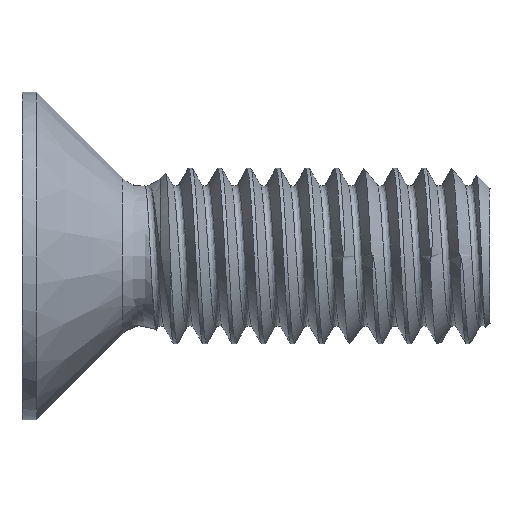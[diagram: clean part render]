
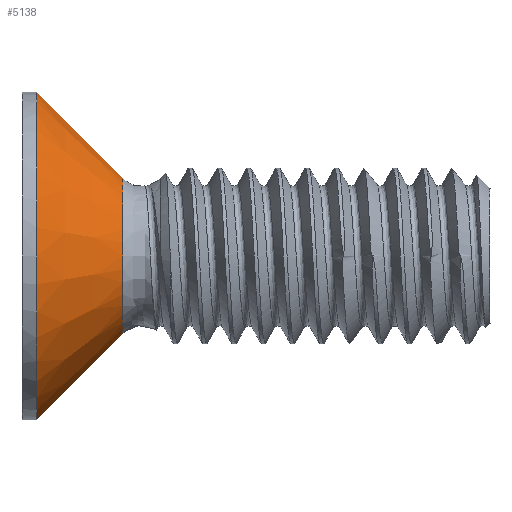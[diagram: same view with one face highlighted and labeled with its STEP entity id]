
A CAD part, front view. The second image highlights one B-rep face of the part: STEP entity #5138.
In plain terms, the highlighted conical face has half-angle 45 degrees and reference radius 2.8 mm.
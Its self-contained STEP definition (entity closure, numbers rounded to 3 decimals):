
#101 = EDGE_CURVE ( 'NONE', #394, #7888, #3043, .T. ) ;
#265 = DIRECTION ( 'NONE',  ( -1., 0., 0. ) ) ;
#323 = DIRECTION ( 'NONE',  ( -1., 0., 0. ) ) ;
#394 = VERTEX_POINT ( 'NONE', #10343 ) ;
#812 = ORIENTED_EDGE ( 'NONE', *, *, #1682, .T. ) ;
#1070 = VECTOR ( 'NONE', #8000, 1000. ) ;
#1605 = CARTESIAN_POINT ( 'NONE',  ( 0.25, 0., 2.8 ) ) ;
#1682 = EDGE_CURVE ( 'NONE', #2298, #7888, #5740, .T. ) ;
#1759 = CARTESIAN_POINT ( 'NONE',  ( 0.25, 0., 2.8 ) ) ;
#2298 = VERTEX_POINT ( 'NONE', #1759 ) ;
#2542 = LINE ( 'NONE', #1605, #1070 ) ;
#2637 = EDGE_LOOP ( 'NONE', ( #5327, #4904, #5190, #812 ) ) ;
#2665 = DIRECTION ( 'NONE',  ( 0., 0., 1. ) ) ;
#2925 = DIRECTION ( 'NONE',  ( 1., 0., 0. ) ) ;
#3043 = LINE ( 'NONE', #4578, #7238 ) ;
#3357 = FACE_OUTER_BOUND ( 'NONE', #2637, .T. ) ;
#4233 = AXIS2_PLACEMENT_3D ( 'NONE', #10112, #2925, #6069 ) ;
#4578 = CARTESIAN_POINT ( 'NONE',  ( 0.25, 0., -2.8 ) ) ;
#4904 = ORIENTED_EDGE ( 'NONE', *, *, #8207, .T. ) ;
#4927 = CONICAL_SURFACE ( 'NONE', #9613, 2.8, 0.785 ) ;
#4936 = CIRCLE ( 'NONE', #6430, 1.325 ) ;
#5138 = ADVANCED_FACE ( 'NONE', ( #3357 ), #4927, .T. ) ;
#5190 = ORIENTED_EDGE ( 'NONE', *, *, #5771, .T. ) ;
#5327 = ORIENTED_EDGE ( 'NONE', *, *, #101, .F. ) ;
#5544 = CARTESIAN_POINT ( 'NONE',  ( 1.725, 0., 1.325 ) ) ;
#5740 = CIRCLE ( 'NONE', #4233, 2.8 ) ;
#5771 = EDGE_CURVE ( 'NONE', #5979, #2298, #2542, .T. ) ;
#5979 = VERTEX_POINT ( 'NONE', #5544 ) ;
#6069 = DIRECTION ( 'NONE',  ( 0., 1., 0. ) ) ;
#6430 = AXIS2_PLACEMENT_3D ( 'NONE', #7325, #265, #8176 ) ;
#6754 = CARTESIAN_POINT ( 'NONE',  ( 0.25, 0., 0. ) ) ;
#7073 = DIRECTION ( 'NONE',  ( -0.707, 0., -0.707 ) ) ;
#7238 = VECTOR ( 'NONE', #7073, 1000. ) ;
#7325 = CARTESIAN_POINT ( 'NONE',  ( 1.725, 0., 0. ) ) ;
#7888 = VERTEX_POINT ( 'NONE', #10278 ) ;
#8000 = DIRECTION ( 'NONE',  ( -0.707, 0., 0.707 ) ) ;
#8176 = DIRECTION ( 'NONE',  ( 0., 0., -1. ) ) ;
#8207 = EDGE_CURVE ( 'NONE', #394, #5979, #4936, .T. ) ;
#9613 = AXIS2_PLACEMENT_3D ( 'NONE', #6754, #323, #2665 ) ;
#10112 = CARTESIAN_POINT ( 'NONE',  ( 0.25, 0., 0. ) ) ;
#10278 = CARTESIAN_POINT ( 'NONE',  ( 0.25, 0., -2.8 ) ) ;
#10343 = CARTESIAN_POINT ( 'NONE',  ( 1.725, 0., -1.325 ) ) ;
